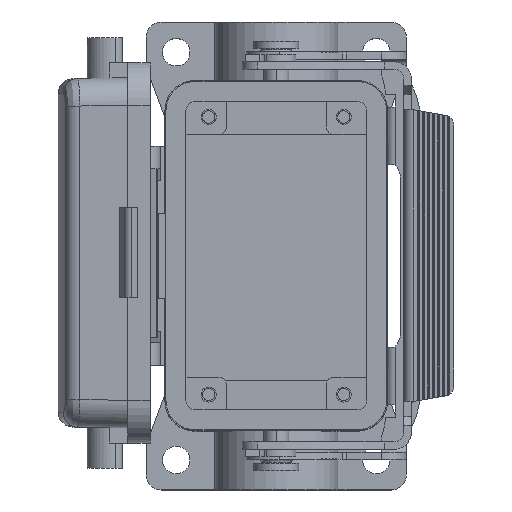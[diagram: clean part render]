
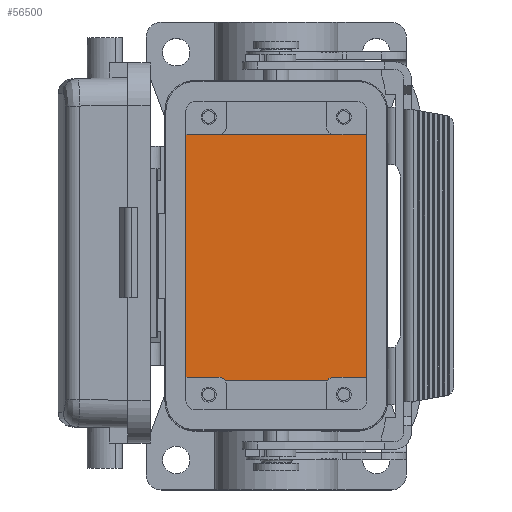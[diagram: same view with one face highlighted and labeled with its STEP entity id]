
A CAD part, top view. The second image highlights one B-rep face of the part: STEP entity #56500.
In plain terms, the highlighted planar face has unit normal (0, 0, 1).
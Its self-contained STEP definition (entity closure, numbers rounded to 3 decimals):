
#53600=CARTESIAN_POINT('',(-19.25,10.201,-40.));
#53610=VERTEX_POINT('',#53600);
#53640=CARTESIAN_POINT('',(-19.25,10.201,-40.));
#53650=DIRECTION('',(0.,-1.,0.));
#53660=VECTOR('',#53650,20.402);
#53670=LINE('',#53640,#53660);
#53680=CARTESIAN_POINT('',(-19.25,-10.201,-40.));
#53690=VERTEX_POINT('',#53680);
#53700=EDGE_CURVE('',#53610,#53690,#53670,.T.);
#55550=CARTESIAN_POINT('',(30.,18.25,-40.));
#55560=VERTEX_POINT('',#55550);
#55590=CARTESIAN_POINT('',(18.5,18.25,-40.));
#55600=DIRECTION('',(-1.,0.,0.));
#55610=VECTOR('',#55600,37.);
#55620=LINE('',#55590,#55610);
#55630=CARTESIAN_POINT('',(-18.5,18.25,-40.));
#55640=VERTEX_POINT('',#55630);
#55650=EDGE_CURVE('',#55560,#55640,#55620,.T.);
#55880=CARTESIAN_POINT('',(-18.5,11.5,-40.));
#55890=VERTEX_POINT('',#55880);
#55920=CARTESIAN_POINT('',(-20.,11.5,-40.));
#55930=DIRECTION('',(0.,0.,-1.));
#55940=DIRECTION('',(0.,-1.,0.));
#55950=AXIS2_PLACEMENT_3D('',#55920,#55930,#55940);
#55960=CIRCLE('',#55950,1.5);
#55970=EDGE_CURVE('',#55890,#53610,#55960,.T.);
#56030=CARTESIAN_POINT('',(0.,0.,-40.));
#56040=DIRECTION('',(0.,0.,1.));
#56050=DIRECTION('',(1.,0.,0.));
#56060=AXIS2_PLACEMENT_3D('',#56030,#56040,#56050);
#56070=PLANE('',#56060);
#56080=ORIENTED_EDGE('',*,*,#55970,.T.);
#56090=CARTESIAN_POINT('',(-18.5,18.25,-40.));
#56100=DIRECTION('',(0.,-1.,0.));
#56110=VECTOR('',#56100,6.75);
#56120=LINE('',#56090,#56110);
#56130=EDGE_CURVE('',#55640,#55890,#56120,.T.);
#56140=ORIENTED_EDGE('',*,*,#56130,.T.);
#56150=ORIENTED_EDGE('',*,*,#55650,.T.);
#56160=CARTESIAN_POINT('',(30.,-18.25,-40.));
#56170=DIRECTION('',(0.,1.,0.));
#56180=VECTOR('',#56170,36.5);
#56190=LINE('',#56160,#56180);
#56200=CARTESIAN_POINT('',(30.,-18.25,-40.));
#56210=VERTEX_POINT('',#56200);
#56220=EDGE_CURVE('',#56210,#55560,#56190,.T.);
#56230=ORIENTED_EDGE('',*,*,#56220,.T.);
#56240=CARTESIAN_POINT('',(-7.,-18.25,-40.));
#56250=DIRECTION('',(1.,0.,0.));
#56260=VECTOR('',#56250,37.);
#56270=LINE('',#56240,#56260);
#56280=CARTESIAN_POINT('',(-18.5,-18.25,-40.));
#56290=VERTEX_POINT('',#56280);
#56300=EDGE_CURVE('',#56290,#56210,#56270,.T.);
#56310=ORIENTED_EDGE('',*,*,#56300,.T.);
#56320=CARTESIAN_POINT('',(-18.5,-11.5,-40.));
#56330=DIRECTION('',(0.,-1.,0.));
#56340=VECTOR('',#56330,6.75);
#56350=LINE('',#56320,#56340);
#56360=CARTESIAN_POINT('',(-18.5,-11.5,-40.));
#56370=VERTEX_POINT('',#56360);
#56380=EDGE_CURVE('',#56370,#56290,#56350,.T.);
#56390=ORIENTED_EDGE('',*,*,#56380,.T.);
#56400=CARTESIAN_POINT('',(-20.,-11.5,-40.));
#56410=DIRECTION('',(0.,0.,-1.));
#56420=DIRECTION('',(-1.,0.,0.));
#56430=AXIS2_PLACEMENT_3D('',#56400,#56410,#56420);
#56440=CIRCLE('',#56430,1.5);
#56450=EDGE_CURVE('',#53690,#56370,#56440,.T.);
#56460=ORIENTED_EDGE('',*,*,#56450,.T.);
#56470=ORIENTED_EDGE('',*,*,#53700,.T.);
#56480=EDGE_LOOP('',(#56470,#56460,#56390,#56310,#56230,#56150,#56140,
#56080));
#56490=FACE_OUTER_BOUND('',#56480,.T.);
#56500=ADVANCED_FACE('',(#56490),#56070,.T.);
